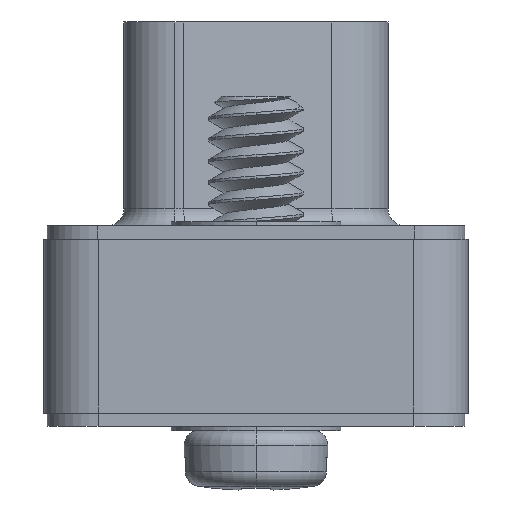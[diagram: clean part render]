
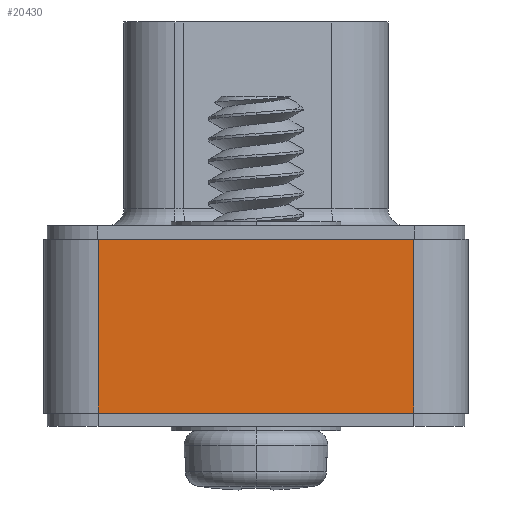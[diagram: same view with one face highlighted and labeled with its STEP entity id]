
A CAD part, left-side view. The second image highlights one B-rep face of the part: STEP entity #20430.
In plain terms, the highlighted planar face has unit normal (-1, 0, 0).
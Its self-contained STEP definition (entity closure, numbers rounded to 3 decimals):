
#847 = CARTESIAN_POINT ( 'NONE',  ( -15.4, 4.726, 5.2 ) ) ;
#1040 = ORIENTED_EDGE ( 'NONE', *, *, #24173, .F. ) ;
#1425 = LINE ( 'NONE', #19309, #19894 ) ;
#2507 = DIRECTION ( 'NONE',  ( 0., -1., 0. ) ) ;
#3802 = VERTEX_POINT ( 'NONE', #4138 ) ;
#4138 = CARTESIAN_POINT ( 'NONE',  ( -15.4, -4.726, 5.2 ) ) ;
#4540 = ORIENTED_EDGE ( 'NONE', *, *, #28924, .F. ) ;
#6509 = VECTOR ( 'NONE', #25805, 1000. ) ;
#6530 = VERTEX_POINT ( 'NONE', #24704 ) ;
#8449 = PLANE ( 'NONE',  #29464 ) ;
#10311 = DIRECTION ( 'NONE',  ( 0., 1., 0. ) ) ;
#12143 = LINE ( 'NONE', #27661, #23457 ) ;
#12720 = VERTEX_POINT ( 'NONE', #847 ) ;
#14650 = EDGE_CURVE ( 'NONE', #12720, #6530, #16180, .T. ) ;
#15231 = FACE_OUTER_BOUND ( 'NONE', #28966, .T. ) ;
#15808 = CARTESIAN_POINT ( 'NONE',  ( -15.4, 4.726, 38.916 ) ) ;
#16180 = LINE ( 'NONE', #22942, #6509 ) ;
#16524 = ORIENTED_EDGE ( 'NONE', *, *, #14650, .T. ) ;
#18050 = DIRECTION ( 'NONE',  ( -1., 0., 0. ) ) ;
#18090 = VECTOR ( 'NONE', #28302, 1000. ) ;
#19092 = LINE ( 'NONE', #19388, #18090 ) ;
#19234 = VERTEX_POINT ( 'NONE', #23962 ) ;
#19309 = CARTESIAN_POINT ( 'NONE',  ( -15.4, 4.726, 0. ) ) ;
#19388 = CARTESIAN_POINT ( 'NONE',  ( -15.4, -4.726, 38.916 ) ) ;
#19894 = VECTOR ( 'NONE', #10311, 1000. ) ;
#20430 = ADVANCED_FACE ( 'NONE', ( #15231 ), #8449, .T. ) ;
#20610 = DIRECTION ( 'NONE',  ( 0., -1., 0. ) ) ;
#22942 = CARTESIAN_POINT ( 'NONE',  ( -15.4, 4.726, 38.916 ) ) ;
#23457 = VECTOR ( 'NONE', #2507, 1000. ) ;
#23962 = CARTESIAN_POINT ( 'NONE',  ( -15.4, -4.726, 0. ) ) ;
#24173 = EDGE_CURVE ( 'NONE', #3802, #19234, #19092, .T. ) ;
#24644 = ORIENTED_EDGE ( 'NONE', *, *, #25898, .F. ) ;
#24704 = CARTESIAN_POINT ( 'NONE',  ( -15.4, 4.726, 0. ) ) ;
#25805 = DIRECTION ( 'NONE',  ( 0., 0., -1. ) ) ;
#25898 = EDGE_CURVE ( 'NONE', #12720, #3802, #12143, .T. ) ;
#27661 = CARTESIAN_POINT ( 'NONE',  ( -15.4, 4.726, 5.2 ) ) ;
#28302 = DIRECTION ( 'NONE',  ( 0., 0., -1. ) ) ;
#28924 = EDGE_CURVE ( 'NONE', #19234, #6530, #1425, .T. ) ;
#28966 = EDGE_LOOP ( 'NONE', ( #24644, #16524, #4540, #1040 ) ) ;
#29464 = AXIS2_PLACEMENT_3D ( 'NONE', #15808, #18050, #20610 ) ;
